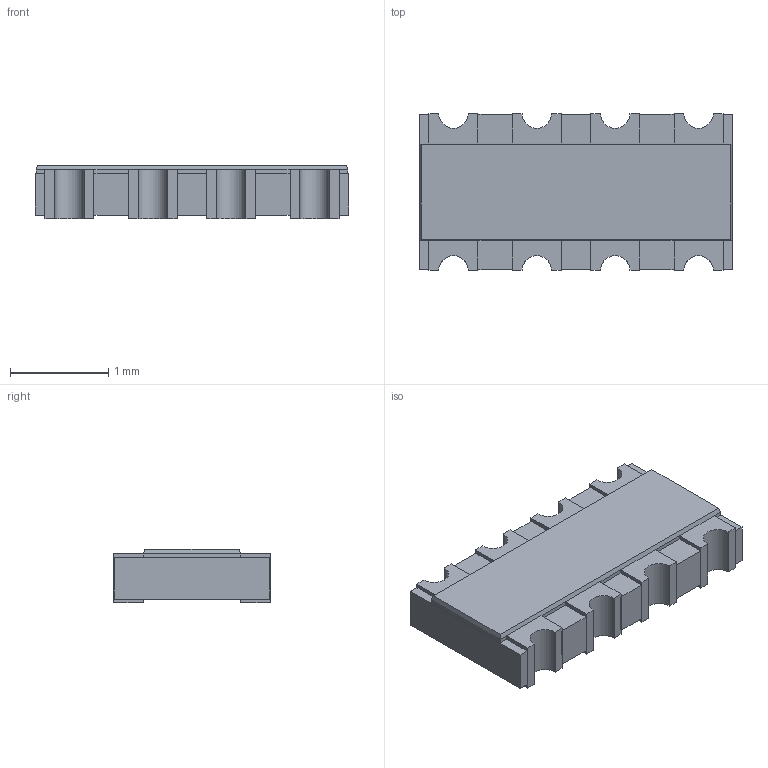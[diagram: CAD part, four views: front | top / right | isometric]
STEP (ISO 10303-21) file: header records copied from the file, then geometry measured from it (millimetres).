
FILE_DESCRIPTION (( 'STEP AP214' ), '1' );
FILE_NAME ('Res-Array-TC164.STEP', '2014-08-15T06:08:28', ( '' ), ( '' ), 'SwSTEP 2.0', 'SolidWorks 2013', '' );
FILE_SCHEMA (( 'AUTOMOTIVE_DESIGN' ));
Length unit declared in the file: millimetre
Products named in the file (1): Res-Array-TC164
Bounding box: 3.2 x 1.6 x 0.55 mm (x, y, z)
Volume: 2.4 mm3; surface area: 15.8 mm2
Topology: 1 solids, 1 shells, 102 faces, 280 edges, 180 vertices
Faces by surface type: plane 94, cylinder 8
Entity records: 4316 total; most frequent: CARTESIAN_POINT 563, ORIENTED_EDGE 560, DIRECTION 502, EDGE_CURVE 280, VECTOR 264, LINE 264, VERTEX_POINT 180, AXIS2_PLACEMENT_3D 119
